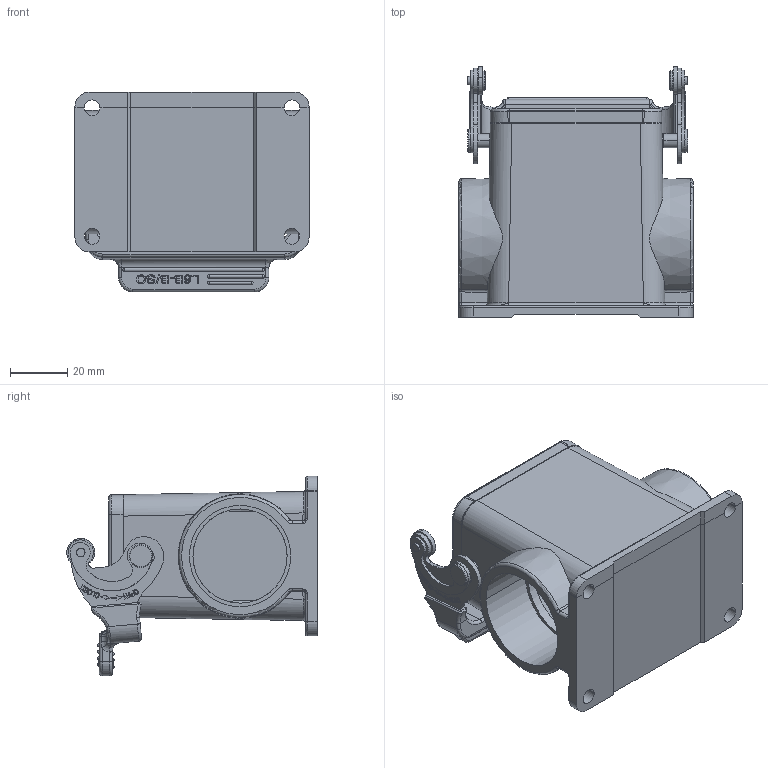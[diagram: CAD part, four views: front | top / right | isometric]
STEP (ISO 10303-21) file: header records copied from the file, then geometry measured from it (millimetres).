
FILE_DESCRIPTION(/* description */ (''),/* implementation_level */ '2;1');
FILE_NAME(/* name */ '3D_1120062211008_H6B-MSFH-1L_SC-PG29_V1.0.stp',/* time_stamp */ '2024-03-20T09:33:36+08:00',/* author */ (''),/* organization */ (''),/* preprocessor_version */ 'ST-DEVELOPER v18.1',/* originating_system */ 'SIEMENS PLM Software NX 1980',/* authorisation */ '');
FILE_SCHEMA (('AUTOMOTIVE_DESIGN { 1 0 10303 214 3 1 1 1 }'));
Length unit declared in the file: millimetre
Products named in the file (1): 141335783262mhl7
Bounding box: 82 x 87.73 x 69.97 mm (x, y, z)
Volume: 11230.5 mm3; surface area: 46531 mm2
Topology: 3 solids, 18 shells, 1072 faces, 2832 edges, 1851 vertices
Faces by surface type: cylinder 468, plane 439, torus 63, extrusion 34, cone 28, bspline 26, sphere 14
Full cylindrical faces by diameter (mm): 33 x1
Entity records: 36873 total; most frequent: CARTESIAN_POINT 12191, ORIENTED_EDGE 5562, DIRECTION 4306, EDGE_CURVE 2812, VERTEX_POINT 1850, AXIS2_PLACEMENT_3D 1570, EDGE_LOOP 1179, VECTOR 1166
